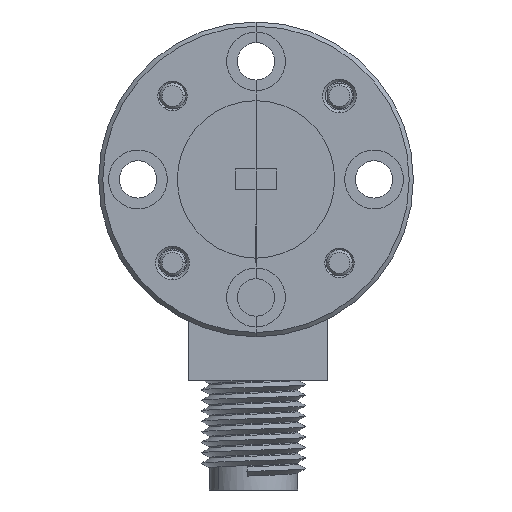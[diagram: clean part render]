
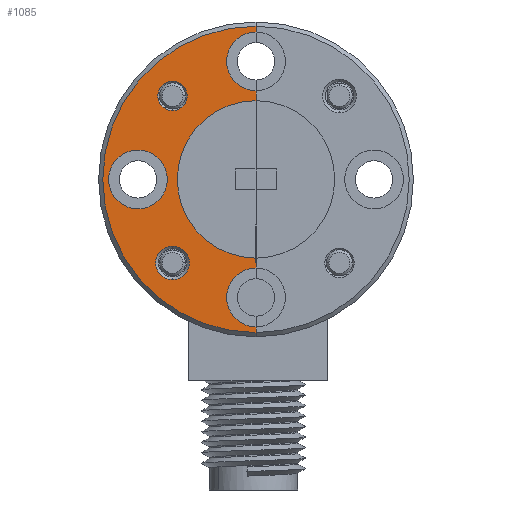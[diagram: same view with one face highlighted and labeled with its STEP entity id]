
A CAD part, left-side view. The second image highlights one B-rep face of the part: STEP entity #1085.
In plain terms, the highlighted planar face has unit normal (-1, 0, 0).
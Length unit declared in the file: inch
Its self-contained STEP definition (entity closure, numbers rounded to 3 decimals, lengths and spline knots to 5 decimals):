
#11 = AXIS2_PLACEMENT_3D ( 'NONE', #976, #9106, #4212 ) ;
#26 = AXIS2_PLACEMENT_3D ( 'NONE', #1433, #591, #2284 ) ;
#30 = CARTESIAN_POINT ( 'NONE',  ( 0.2668, 0.17, 0.41236 ) ) ;
#75 = ORIENTED_EDGE ( 'NONE', *, *, #7415, .F. ) ;
#132 = ORIENTED_EDGE ( 'NONE', *, *, #6688, .T. ) ;
#386 = CIRCLE ( 'NONE', #6042, 0.1875 ) ;
#506 = CARTESIAN_POINT ( 'NONE',  ( 0.2668, 0.36887, 0.17348 ) ) ;
#525 = AXIS2_PLACEMENT_3D ( 'NONE', #8881, #8919, #9691 ) ;
#591 = DIRECTION ( 'NONE',  ( -1., 0., 0. ) ) ;
#610 = CARTESIAN_POINT ( 'NONE',  ( 0.2668, 0.17, 0.77736 ) ) ;
#675 = EDGE_CURVE ( 'NONE', #8832, #1886, #9921, .T. ) ;
#685 = AXIS2_PLACEMENT_3D ( 'NONE', #9627, #10426, #2935 ) ;
#734 = AXIS2_PLACEMENT_3D ( 'NONE', #1472, #10454, #10563 ) ;
#792 = CARTESIAN_POINT ( 'NONE',  ( 0.2668, 0.17, 0.13111 ) ) ;
#897 = DIRECTION ( 'NONE',  ( 0., 0., 1. ) ) ;
#976 = CARTESIAN_POINT ( 'NONE',  ( 0.2668, 0.36887, 0.21348 ) ) ;
#991 = CARTESIAN_POINT ( 'NONE',  ( 0.2668, 0.17, 0.06111 ) ) ;
#1075 = EDGE_CURVE ( 'NONE', #8342, #5024, #4611, .T. ) ;
#1085 = ADVANCED_FACE ( 'NONE', ( #3467, #7572, #9523, #5131 ), #10491, .T. ) ;
#1233 = ORIENTED_EDGE ( 'NONE', *, *, #6906, .T. ) ;
#1433 = CARTESIAN_POINT ( 'NONE',  ( 0.2668, 0.45125, 0.41236 ) ) ;
#1457 = EDGE_LOOP ( 'NONE', ( #4362, #4955 ) ) ;
#1472 = CARTESIAN_POINT ( 'NONE',  ( 0.2668, 0.17, 0.41236 ) ) ;
#1532 = LINE ( 'NONE', #3178, #6654 ) ;
#1644 = DIRECTION ( 'NONE',  ( 0., 0., -1. ) ) ;
#1654 = CARTESIAN_POINT ( 'NONE',  ( 0.2668, 0.36887, 0.61123 ) ) ;
#1705 = CARTESIAN_POINT ( 'NONE',  ( 0.2668, 0.17, 0.76361 ) ) ;
#1824 = ORIENTED_EDGE ( 'NONE', *, *, #9683, .F. ) ;
#1828 = EDGE_LOOP ( 'NONE', ( #9091, #9072 ) ) ;
#1886 = VERTEX_POINT ( 'NONE', #991 ) ;
#2074 = EDGE_CURVE ( 'NONE', #7497, #6612, #10545, .T. ) ;
#2186 = CARTESIAN_POINT ( 'NONE',  ( 0.2668, 0.17, 0.20111 ) ) ;
#2281 = EDGE_CURVE ( 'NONE', #2941, #4061, #2894, .T. ) ;
#2284 = DIRECTION ( 'NONE',  ( 0., 0., -1. ) ) ;
#2377 = DIRECTION ( 'NONE',  ( -1., 0., 0. ) ) ;
#2392 = CARTESIAN_POINT ( 'NONE',  ( 0.2668, 0.17, 0.59986 ) ) ;
#2465 = CARTESIAN_POINT ( 'NONE',  ( 0.2668, 0.17, 0.41236 ) ) ;
#2599 = AXIS2_PLACEMENT_3D ( 'NONE', #792, #2377, #8127 ) ;
#2619 = ORIENTED_EDGE ( 'NONE', *, *, #675, .F. ) ;
#2639 = CARTESIAN_POINT ( 'NONE',  ( 0.2668, 0.36887, 0.57623 ) ) ;
#2888 = AXIS2_PLACEMENT_3D ( 'NONE', #10245, #6922, #2901 ) ;
#2894 = LINE ( 'NONE', #2465, #7879 ) ;
#2901 = DIRECTION ( 'NONE',  ( 0., 0., -1. ) ) ;
#2907 = CARTESIAN_POINT ( 'NONE',  ( 0.2668, 0.17, 0.62361 ) ) ;
#2934 = CARTESIAN_POINT ( 'NONE',  ( 0.2668, 0.45125, 0.48236 ) ) ;
#2935 = DIRECTION ( 'NONE',  ( 0., 1., 0. ) ) ;
#2941 = VERTEX_POINT ( 'NONE', #1705 ) ;
#3136 = VECTOR ( 'NONE', #8878, 39.37008 ) ;
#3178 = CARTESIAN_POINT ( 'NONE',  ( 0.2668, 0.17, 0.41236 ) ) ;
#3430 = AXIS2_PLACEMENT_3D ( 'NONE', #7337, #4992, #1644 ) ;
#3467 = FACE_BOUND ( 'NONE', #1828, .T. ) ;
#3520 = EDGE_LOOP ( 'NONE', ( #10126, #132, #1233, #2619, #8370, #1824, #5133, #10022 ) ) ;
#3752 = VERTEX_POINT ( 'NONE', #2639 ) ;
#3755 = DIRECTION ( 'NONE',  ( 0., 0., 1. ) ) ;
#4061 = VERTEX_POINT ( 'NONE', #610 ) ;
#4120 = DIRECTION ( 'NONE',  ( 0., 0., -1. ) ) ;
#4156 = AXIS2_PLACEMENT_3D ( 'NONE', #1654, #8230, #4120 ) ;
#4212 = DIRECTION ( 'NONE',  ( 0., 0., -1. ) ) ;
#4348 = VERTEX_POINT ( 'NONE', #10281 ) ;
#4362 = ORIENTED_EDGE ( 'NONE', *, *, #8449, .F. ) ;
#4386 = EDGE_CURVE ( 'NONE', #4411, #9308, #4625, .T. ) ;
#4411 = VERTEX_POINT ( 'NONE', #4536 ) ;
#4521 = EDGE_CURVE ( 'NONE', #2941, #6612, #7452, .T. ) ;
#4536 = CARTESIAN_POINT ( 'NONE',  ( 0.2668, 0.36887, 0.25348 ) ) ;
#4558 = VECTOR ( 'NONE', #897, 39.37008 ) ;
#4611 = CIRCLE ( 'NONE', #525, 0.07 ) ;
#4625 = CIRCLE ( 'NONE', #2888, 0.04 ) ;
#4814 = CARTESIAN_POINT ( 'NONE',  ( 0.2668, 0.36887, 0.64623 ) ) ;
#4835 = CIRCLE ( 'NONE', #10575, 0.365 ) ;
#4837 = CIRCLE ( 'NONE', #26, 0.07 ) ;
#4955 = ORIENTED_EDGE ( 'NONE', *, *, #10304, .F. ) ;
#4992 = DIRECTION ( 'NONE',  ( -1., 0., 0. ) ) ;
#5024 = VERTEX_POINT ( 'NONE', #2934 ) ;
#5034 = VERTEX_POINT ( 'NONE', #9478 ) ;
#5131 = FACE_OUTER_BOUND ( 'NONE', #3520, .T. ) ;
#5133 = ORIENTED_EDGE ( 'NONE', *, *, #2074, .T. ) ;
#5173 = VERTEX_POINT ( 'NONE', #4814 ) ;
#5304 = EDGE_CURVE ( 'NONE', #9308, #4411, #9781, .T. ) ;
#5548 = DIRECTION ( 'NONE',  ( 0., 0., 1. ) ) ;
#6042 = AXIS2_PLACEMENT_3D ( 'NONE', #9344, #10112, #9309 ) ;
#6269 = CARTESIAN_POINT ( 'NONE',  ( 0.2668, 0.17, 0.41236 ) ) ;
#6612 = VERTEX_POINT ( 'NONE', #2907 ) ;
#6654 = VECTOR ( 'NONE', #5548, 39.37008 ) ;
#6688 = EDGE_CURVE ( 'NONE', #4061, #4348, #4835, .T. ) ;
#6811 = CIRCLE ( 'NONE', #3430, 0.035 ) ;
#6906 = EDGE_CURVE ( 'NONE', #4348, #1886, #1532, .T. ) ;
#6922 = DIRECTION ( 'NONE',  ( -1., 0., 0. ) ) ;
#7087 = EDGE_LOOP ( 'NONE', ( #10103, #75 ) ) ;
#7138 = CARTESIAN_POINT ( 'NONE',  ( 0.2668, 0.45125, 0.34236 ) ) ;
#7337 = CARTESIAN_POINT ( 'NONE',  ( 0.2668, 0.36887, 0.61123 ) ) ;
#7415 = EDGE_CURVE ( 'NONE', #5024, #8342, #4837, .T. ) ;
#7429 = DIRECTION ( 'NONE',  ( 0., 0., 1. ) ) ;
#7452 = CIRCLE ( 'NONE', #685, 0.07 ) ;
#7497 = VERTEX_POINT ( 'NONE', #2392 ) ;
#7572 = FACE_BOUND ( 'NONE', #1457, .T. ) ;
#7879 = VECTOR ( 'NONE', #7429, 39.37008 ) ;
#8127 = DIRECTION ( 'NONE',  ( 0., 1., 0. ) ) ;
#8218 = EDGE_CURVE ( 'NONE', #8832, #5034, #9473, .T. ) ;
#8230 = DIRECTION ( 'NONE',  ( -1., 0., 0. ) ) ;
#8342 = VERTEX_POINT ( 'NONE', #7138 ) ;
#8370 = ORIENTED_EDGE ( 'NONE', *, *, #8218, .T. ) ;
#8449 = EDGE_CURVE ( 'NONE', #3752, #5173, #8539, .T. ) ;
#8539 = CIRCLE ( 'NONE', #4156, 0.035 ) ;
#8819 = DIRECTION ( 'NONE',  ( -1., 0., 0. ) ) ;
#8832 = VERTEX_POINT ( 'NONE', #2186 ) ;
#8878 = DIRECTION ( 'NONE',  ( 0., 0., 1. ) ) ;
#8881 = CARTESIAN_POINT ( 'NONE',  ( 0.2668, 0.45125, 0.41236 ) ) ;
#8919 = DIRECTION ( 'NONE',  ( -1., 0., 0. ) ) ;
#9072 = ORIENTED_EDGE ( 'NONE', *, *, #4386, .F. ) ;
#9091 = ORIENTED_EDGE ( 'NONE', *, *, #5304, .F. ) ;
#9106 = DIRECTION ( 'NONE',  ( -1., 0., 0. ) ) ;
#9308 = VERTEX_POINT ( 'NONE', #506 ) ;
#9309 = DIRECTION ( 'NONE',  ( 0., 0., -1. ) ) ;
#9344 = CARTESIAN_POINT ( 'NONE',  ( 0.2668, 0.17, 0.41236 ) ) ;
#9473 = LINE ( 'NONE', #30, #4558 ) ;
#9478 = CARTESIAN_POINT ( 'NONE',  ( 0.2668, 0.17, 0.22486 ) ) ;
#9523 = FACE_BOUND ( 'NONE', #7087, .T. ) ;
#9627 = CARTESIAN_POINT ( 'NONE',  ( 0.2668, 0.17, 0.69361 ) ) ;
#9683 = EDGE_CURVE ( 'NONE', #7497, #5034, #386, .T. ) ;
#9691 = DIRECTION ( 'NONE',  ( 0., 0., -1. ) ) ;
#9781 = CIRCLE ( 'NONE', #11, 0.04 ) ;
#9921 = CIRCLE ( 'NONE', #2599, 0.07 ) ;
#10022 = ORIENTED_EDGE ( 'NONE', *, *, #4521, .F. ) ;
#10103 = ORIENTED_EDGE ( 'NONE', *, *, #1075, .F. ) ;
#10112 = DIRECTION ( 'NONE',  ( -1., 0., 0. ) ) ;
#10126 = ORIENTED_EDGE ( 'NONE', *, *, #2281, .T. ) ;
#10245 = CARTESIAN_POINT ( 'NONE',  ( 0.2668, 0.36887, 0.21348 ) ) ;
#10281 = CARTESIAN_POINT ( 'NONE',  ( 0.2668, 0.17, 0.04736 ) ) ;
#10304 = EDGE_CURVE ( 'NONE', #5173, #3752, #6811, .T. ) ;
#10426 = DIRECTION ( 'NONE',  ( -1., 0., 0. ) ) ;
#10454 = DIRECTION ( 'NONE',  ( -1., 0., 0. ) ) ;
#10491 = PLANE ( 'NONE',  #734 ) ;
#10545 = LINE ( 'NONE', #10671, #3136 ) ;
#10563 = DIRECTION ( 'NONE',  ( 0., 0., -1. ) ) ;
#10575 = AXIS2_PLACEMENT_3D ( 'NONE', #6269, #8819, #3755 ) ;
#10671 = CARTESIAN_POINT ( 'NONE',  ( 0.2668, 0.17, 0.41236 ) ) ;
